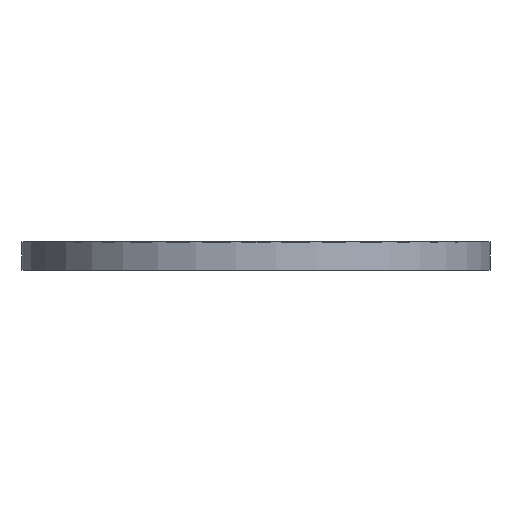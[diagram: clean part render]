
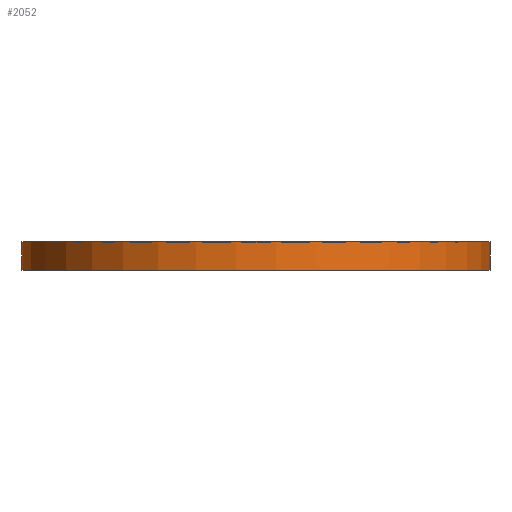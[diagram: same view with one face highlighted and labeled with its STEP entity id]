
A CAD part, front view. The second image highlights one B-rep face of the part: STEP entity #2052.
In plain terms, the highlighted cylindrical face has radius 124 mm (diameter 248 mm), a partial arc.
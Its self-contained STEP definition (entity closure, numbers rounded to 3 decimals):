
#49=CYLINDRICAL_SURFACE('',#2240,124.);
#179=FACE_OUTER_BOUND('',#301,.T.);
#301=EDGE_LOOP('',(#1627,#1628,#1629,#1630));
#453=LINE('',#3240,#635);
#458=LINE('',#3255,#640);
#635=VECTOR('',#2647,10.);
#640=VECTOR('',#2660,10.);
#805=CIRCLE('',#2241,124.);
#806=CIRCLE('',#2242,124.);
#943=VERTEX_POINT('',#3233);
#946=VERTEX_POINT('',#3238);
#949=VERTEX_POINT('',#3248);
#952=VERTEX_POINT('',#3253);
#1186=EDGE_CURVE('',#946,#943,#453,.T.);
#1193=EDGE_CURVE('',#952,#949,#458,.T.);
#1223=EDGE_CURVE('',#946,#949,#805,.T.);
#1224=EDGE_CURVE('',#943,#952,#806,.T.);
#1627=ORIENTED_EDGE('',*,*,#1186,.F.);
#1628=ORIENTED_EDGE('',*,*,#1223,.T.);
#1629=ORIENTED_EDGE('',*,*,#1193,.F.);
#1630=ORIENTED_EDGE('',*,*,#1224,.F.);
#2052=ADVANCED_FACE('',(#179),#49,.T.);
#2240=AXIS2_PLACEMENT_3D('',#3313,#2710,#2711);
#2241=AXIS2_PLACEMENT_3D('',#3314,#2712,#2713);
#2242=AXIS2_PLACEMENT_3D('',#3315,#2714,#2715);
#2647=DIRECTION('',(0.,0.,1.));
#2660=DIRECTION('',(0.,0.,-1.));
#2710=DIRECTION('center_axis',(0.,0.,1.));
#2711=DIRECTION('ref_axis',(0.,-1.,0.));
#2712=DIRECTION('center_axis',(0.,0.,1.));
#2713=DIRECTION('ref_axis',(1.,0.,0.));
#2714=DIRECTION('center_axis',(0.,0.,1.));
#2715=DIRECTION('ref_axis',(1.,0.,0.));
#3233=CARTESIAN_POINT('',(-57.175,110.032,-1.5));
#3238=CARTESIAN_POINT('',(-57.175,110.032,-16.5));
#3240=CARTESIAN_POINT('',(-57.175,110.032,-9.));
#3248=CARTESIAN_POINT('',(57.175,110.032,-16.5));
#3253=CARTESIAN_POINT('',(57.175,110.032,-1.5));
#3255=CARTESIAN_POINT('',(57.175,110.032,-9.));
#3313=CARTESIAN_POINT('Origin',(0.,0.,-9.));
#3314=CARTESIAN_POINT('Origin',(0.,0.,-16.5));
#3315=CARTESIAN_POINT('Origin',(0.,0.,-1.5));
